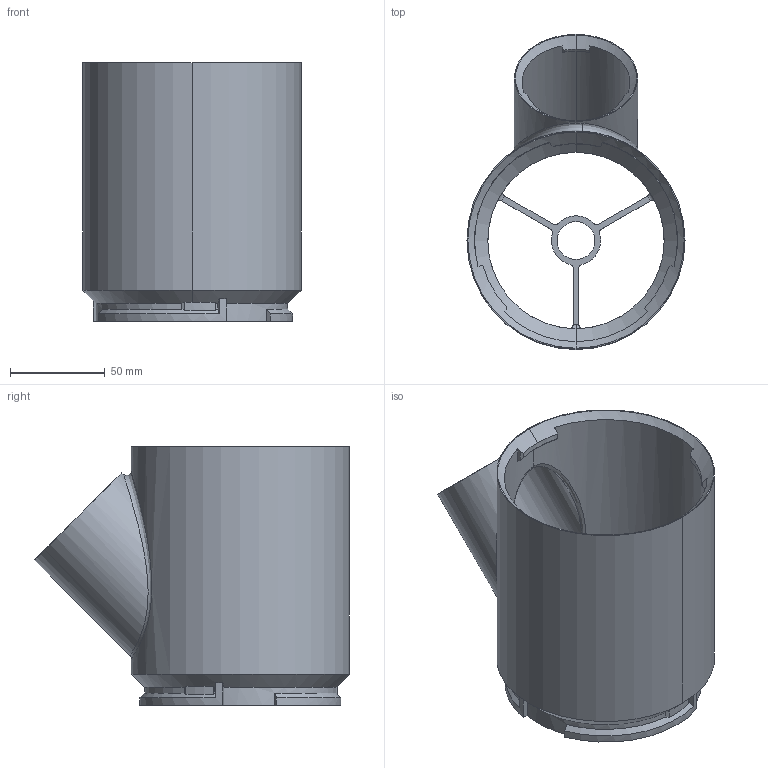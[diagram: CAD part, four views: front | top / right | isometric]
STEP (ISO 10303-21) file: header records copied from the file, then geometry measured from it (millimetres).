
FILE_DESCRIPTION (( 'STEP AP203' ), '1' );
FILE_NAME ('1-Way_Planting_Module_Hollow_Without_M3.STEP', '2021-04-06T13:18:35', ( '' ), ( '' ), '', '', '' );
FILE_SCHEMA (( 'CONFIG_CONTROL_DESIGN' ));
Length unit declared in the file: millimetre
Products named in the file (1): 1-Way_Planting_Module_Hollow_Without_M3
Bounding box: 115 x 166.04 x 136.5 mm (x, y, z)
Volume: 215883.6 mm3; surface area: 111688.1 mm2
Topology: 1 solids, 1 shells, 126 faces, 368 edges, 241 vertices
Faces by surface type: cylinder 51, plane 46, cone 21, bspline 4, torus 4
Entity records: 5755 total; most frequent: CARTESIAN_POINT 2285, ORIENTED_EDGE 736, DIRECTION 713, EDGE_CURVE 368, AXIS2_PLACEMENT_3D 264, VERTEX_POINT 241, LINE 185, VECTOR 185
